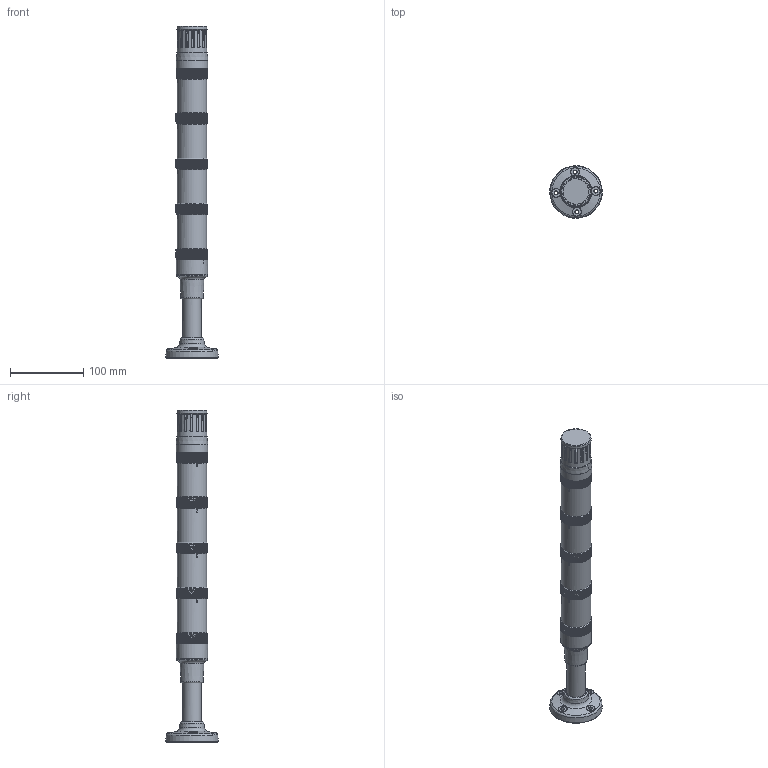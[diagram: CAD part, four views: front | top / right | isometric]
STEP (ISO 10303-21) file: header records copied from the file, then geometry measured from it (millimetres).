
FILE_DESCRIPTION(/* description */ (''),/* implementation_level */ '2;1');
FILE_NAME(/* name */ 'ZMR 4xZDC ZDE.stp',/* time_stamp */ '2012-07-18T11:50:57+02:00',/* author */ (''),/* organization */ (''),/* preprocessor_version */ 'ST-DEVELOPER v11',/* originating_system */ 'SIEMENS PLM Software NX 7.5',/* authorisation */ '');
FILE_SCHEMA (('AUTOMOTIVE_DESIGN { 1 0 10303 214 1 1 1 1 }'));
Products named in the file (1): m.neF43Eca2l
Bounding box: 71.42 x 71.42 x 452.2 mm (x, y, z)
Volume: 579784.2 mm3; surface area: 131355.5 mm2
Topology: 12 solids, 12 shells, 6313 faces, 15144 edges, 8583 vertices
Faces by surface type: plane 2308, cylinder 1161, bspline 963, torus 868, cone 509, sphere 369, revolution 120, extrusion 15
Full cylindrical faces by diameter (mm): 1.8 x1, 3.2 x1, 4.2 x1, 5.8 x4, 7.6 x1, 7.7 x4, 21.8 x1, 22.8 x1, 24.8 x3, 34 x4, 36.6 x3, 37.15 x4, 37.6 x5, 40 x5, 41.95 x4, 42.5 x2, 42.74 x1, 66.586 x1, 70 x1, 70.4 x1
Entity records: 214462 total; most frequent: CARTESIAN_POINT 80910, ORIENTED_EDGE 29068, DIRECTION 25801, EDGE_CURVE 14534, AXIS2_PLACEMENT_3D 10502, VERTEX_POINT 8485, EDGE_LOOP 6583, ADVANCED_FACE 6309
